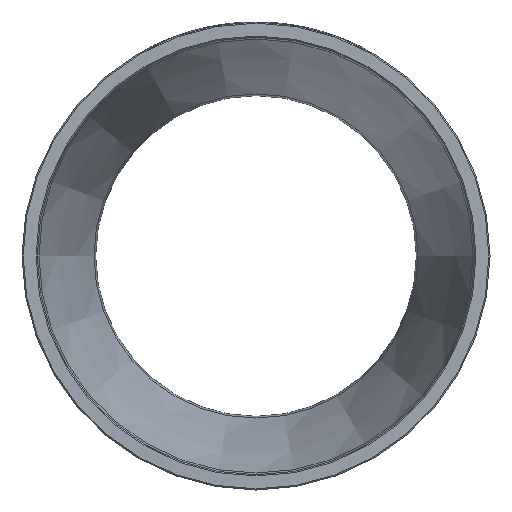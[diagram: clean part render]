
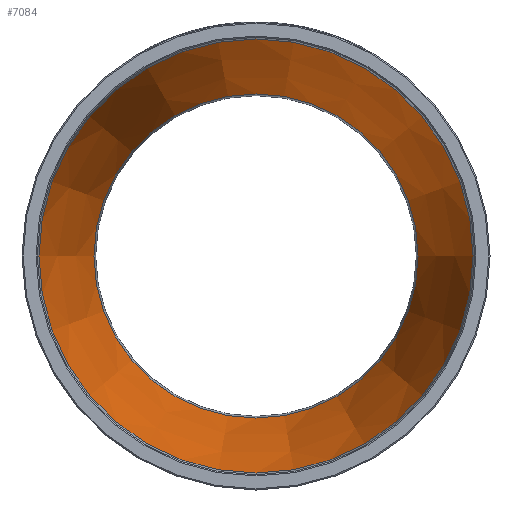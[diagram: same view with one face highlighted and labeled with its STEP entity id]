
A CAD part, left-side view. The second image highlights one B-rep face of the part: STEP entity #7084.
In plain terms, the highlighted conical face has half-angle 14.036 degrees and reference radius 20.574 mm.
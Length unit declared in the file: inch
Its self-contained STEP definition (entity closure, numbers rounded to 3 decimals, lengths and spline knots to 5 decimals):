
#13=CONICAL_SURFACE('',#7467,0.81,14.036);
#94=FACE_BOUND('',#1271,.T.);
#834=FACE_OUTER_BOUND('',#1270,.T.);
#1270=EDGE_LOOP('',(#6625));
#1271=EDGE_LOOP('',(#6626));
#1434=CIRCLE('',#7466,0.92754);
#1435=CIRCLE('',#7468,0.69246);
#3478=VERTEX_POINT('',#15933);
#3479=VERTEX_POINT('',#15936);
#4529=EDGE_CURVE('',#3478,#3478,#1434,.T.);
#4530=EDGE_CURVE('',#3479,#3479,#1435,.T.);
#6625=ORIENTED_EDGE('',*,*,#4530,.F.);
#6626=ORIENTED_EDGE('',*,*,#4529,.F.);
#7084=ADVANCED_FACE('',(#834,#94),#13,.F.);
#7466=AXIS2_PLACEMENT_3D('',#15934,#8698,#8699);
#7467=AXIS2_PLACEMENT_3D('',#15935,#8700,#8701);
#7468=AXIS2_PLACEMENT_3D('',#15937,#8702,#8703);
#8698=DIRECTION('center_axis',(1.,0.,0.));
#8699=DIRECTION('ref_axis',(0.,-1.,0.));
#8700=DIRECTION('center_axis',(-1.,0.,0.));
#8701=DIRECTION('ref_axis',(0.,1.,0.));
#8702=DIRECTION('center_axis',(-1.,0.,0.));
#8703=DIRECTION('ref_axis',(0.,-1.,0.));
#15933=CARTESIAN_POINT('',(0.40486,0.92754,0.));
#15934=CARTESIAN_POINT('Origin',(0.40486,0.,0.));
#15935=CARTESIAN_POINT('Origin',(0.875,0.,0.));
#15936=CARTESIAN_POINT('',(1.34514,0.69246,0.));
#15937=CARTESIAN_POINT('Origin',(1.34514,0.,0.));
